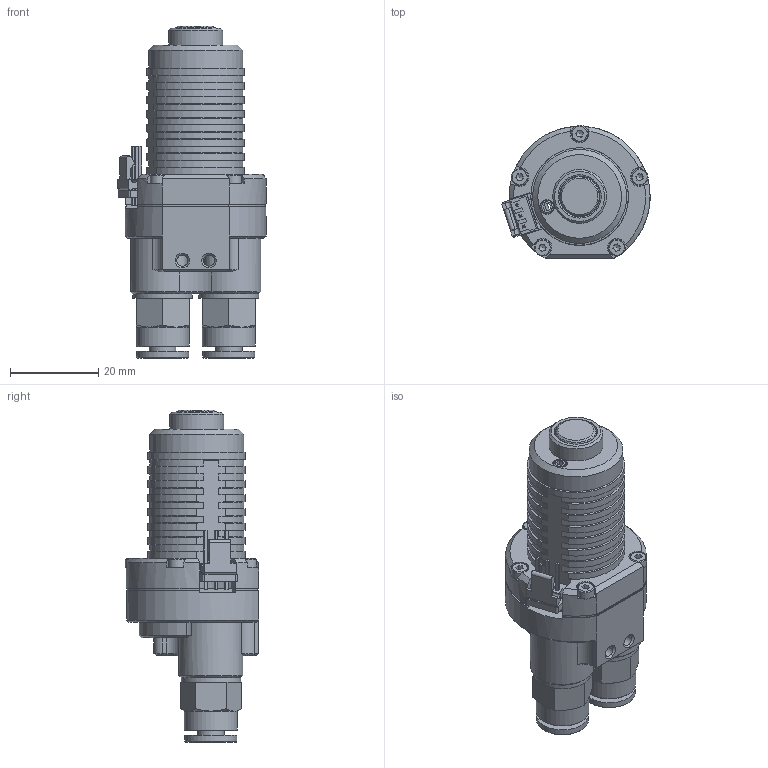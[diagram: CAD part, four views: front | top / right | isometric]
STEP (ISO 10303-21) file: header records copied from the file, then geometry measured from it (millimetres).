
FILE_DESCRIPTION (( 'STEP AP214' ), '1' );
FILE_NAME ('MGD1000 REV 1.STEP', '2016-11-25T11:52:18', ( 'DELL' ), ( '' ), 'SwSTEP 2.0', 'SolidWorks 2016', '' );
FILE_SCHEMA (( 'AUTOMOTIVE_DESIGN' ));
Length unit declared in the file: millimetre
Products named in the file (1): MGD1000 REV 1
Bounding box: 33.55 x 30.21 x 75.17 mm (x, y, z)
Surface area: 10139.3 mm2 (no closed solid volume)
Topology: 0 solids, 21 shells, 338 faces, 1007 edges, 673 vertices
Faces by surface type: plane 203, cone 68, cylinder 65, torus 2
Full cylindrical faces by diameter (mm): 1 x2, 2.5 x2, 3.8 x5, 6 x2, 9.2 x1, 9.8 x1, 11.8 x2, 12 x2, 12.2 x1, 13.5 x2, 21.3 x2, 22.1 x1
Entity records: 14713 total; most frequent: CARTESIAN_POINT 2161, DIRECTION 1866, ORIENTED_EDGE 1618, EDGE_CURVE 939, AXIS2_PLACEMENT_3D 658, VERTEX_POINT 655, LINE 550, VECTOR 550
